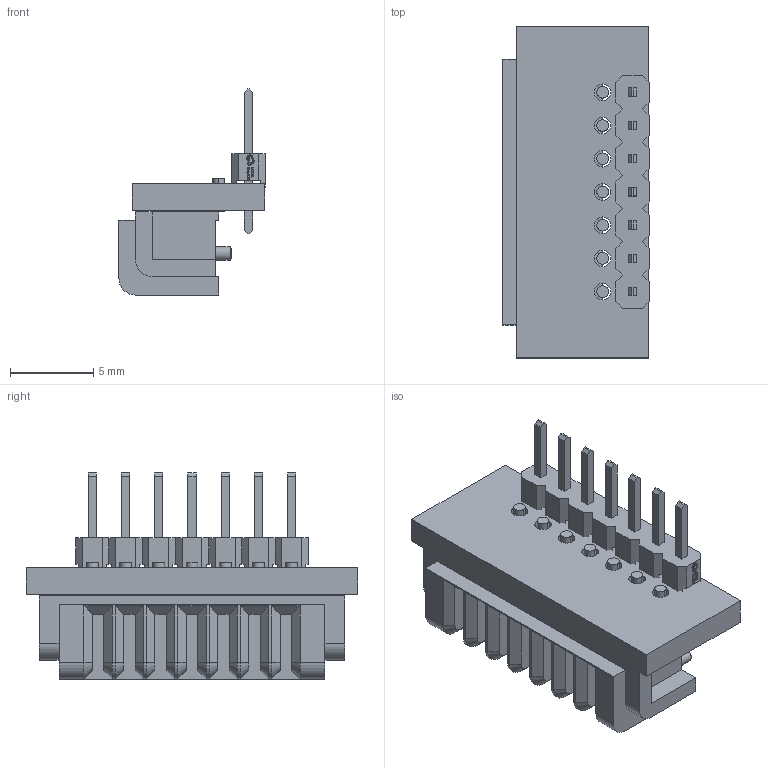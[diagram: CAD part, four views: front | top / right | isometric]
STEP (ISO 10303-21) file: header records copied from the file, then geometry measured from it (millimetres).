
FILE_DESCRIPTION(('Designed by EasyEDA Pro'),'2;1');
FILE_NAME('Open CASCADE Shape Model','2024-11-05T20:14:12',('Author'),( 'Open CASCADE'),'Open CASCADE STEP processor 7.8','Open CASCADE 7.8' ,'Unknown');
FILE_SCHEMA(('AUTOMOTIVE_DESIGN { 1 0 10303 214 1 1 1 1 }'));
Length unit declared in the file: millimetre
Products named in the file (10): PCBModel; TopTrack; BottomTrack; Board; ZzyE-U1; CONN-TH_8P-P2.00_DS-A11F-C-7P-L1; SOLID; ZzyE-U2; HDR-TH_7P-P2.00-V-M
Assembly tree (9 placements, depth 4):
  PCBModel
    TopTrack
    BottomTrack
    Board
    ZzyE-U1
      CONN-TH_8P-P2.00_DS-A11F-C-7P-L1
        SOLID
    ZzyE-U2
      HDR-TH_7P-P2.00-V-M
        SOLID
Bounding box: 8.8 x 19.97 x 12.4 mm (x, y, z)
Volume: 687.2 mm3; surface area: 1355.3 mm2
Topology: 3 solids, 3 shells, 637 faces, 1695 edges, 1106 vertices
Faces by surface type: plane 449, bspline 114, cylinder 56, cone 18
Entity records: 24889 total; most frequent: CARTESIAN_POINT 5810, ORIENTED_EDGE 3390, DIRECTION 2663, EDGE_CURVE 1695, LINE 1329, VECTOR 1329, VERTEX_POINT 1106, FACE_BOUND 707
